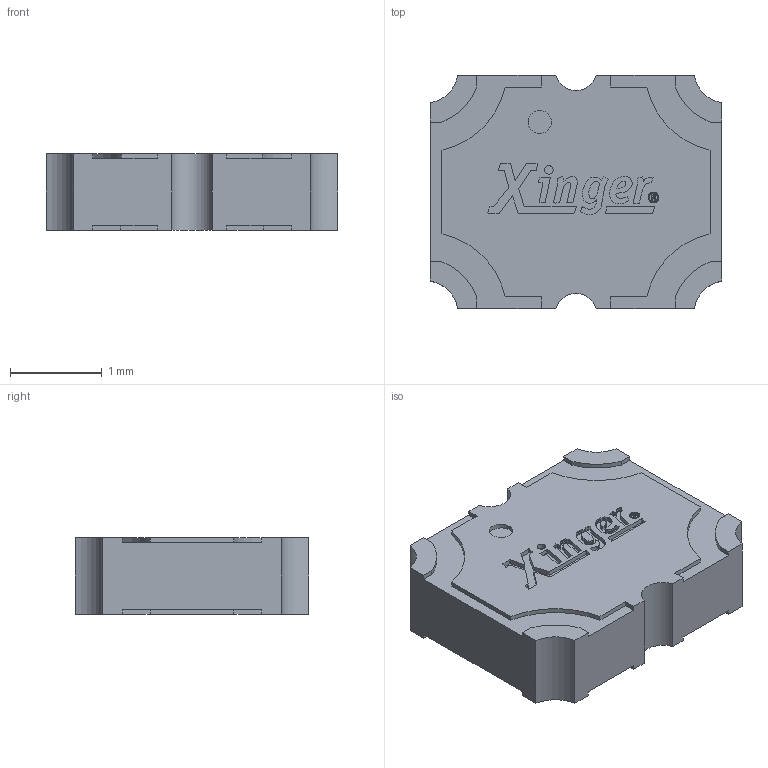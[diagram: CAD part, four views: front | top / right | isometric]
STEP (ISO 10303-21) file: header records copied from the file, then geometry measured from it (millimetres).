
FILE_DESCRIPTION (( 'STEP AP214' ), '1' );
FILE_NAME ('X4C45K1-03S Model.STEP', '2024-05-07T18:10:08', ( '' ), ( '' ), 'SwSTEP 2.0', 'SolidWorks 2023', '' );
FILE_SCHEMA (( 'AUTOMOTIVE_DESIGN' ));
Length unit declared in the file: inch
Products named in the file (1): X4C45K1-03S Model
Bounding box: 3.17 x 2.54 x 0.84 mm (x, y, z)
Volume: 6.2 mm3; surface area: 26.1 mm2
Topology: 1 solids, 1 shells, 481 faces, 1389 edges, 926 vertices
Faces by surface type: plane 441, cylinder 20, bspline 20
Entity records: 16415 total; most frequent: CARTESIAN_POINT 3822, ORIENTED_EDGE 2778, DIRECTION 2313, EDGE_CURVE 1389, LINE 1309, VECTOR 1309, VERTEX_POINT 926, AXIS2_PLACEMENT_3D 502
